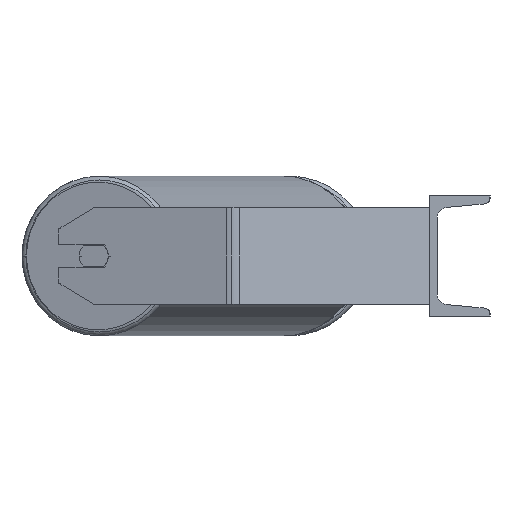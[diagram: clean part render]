
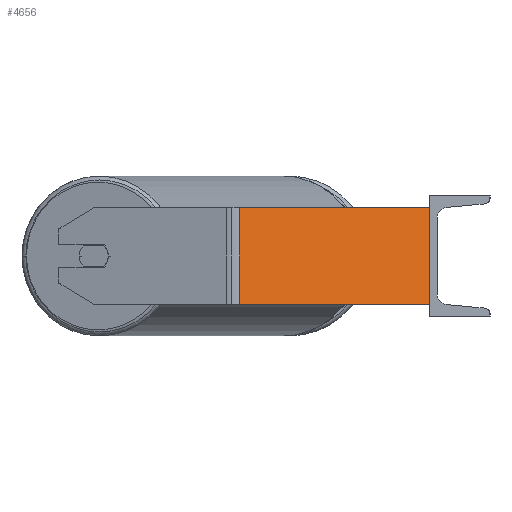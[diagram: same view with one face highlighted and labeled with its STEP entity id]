
A CAD part, left-side view. The second image highlights one B-rep face of the part: STEP entity #4656.
In plain terms, the highlighted planar face has unit normal (-0.906, -0.423, 0).
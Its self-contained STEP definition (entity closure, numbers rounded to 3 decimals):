
#205 = DIRECTION ( 'NONE',  ( -0.423, 0.906, 0. ) ) ;
#306 = VECTOR ( 'NONE', #677, 1000. ) ;
#388 = EDGE_CURVE ( 'NONE', #8885, #5302, #8877, .T. ) ;
#521 = CARTESIAN_POINT ( 'NONE',  ( -959., 158.694, 40. ) ) ;
#677 = DIRECTION ( 'NONE',  ( 0.423, -0.906, 0. ) ) ;
#933 = CARTESIAN_POINT ( 'NONE',  ( -961.461, 163.971, 40. ) ) ;
#1133 = DIRECTION ( 'NONE',  ( 0.423, -0.906, 0. ) ) ;
#1368 = EDGE_LOOP ( 'NONE', ( #6730, #5002, #2167, #2942 ) ) ;
#1560 = CARTESIAN_POINT ( 'NONE',  ( -959., 158.694, 40. ) ) ;
#2167 = ORIENTED_EDGE ( 'NONE', *, *, #8536, .F. ) ;
#2206 = CARTESIAN_POINT ( 'NONE',  ( -959., 158.694, -40. ) ) ;
#2350 = FACE_OUTER_BOUND ( 'NONE', #1368, .T. ) ;
#2420 = DIRECTION ( 'NONE',  ( 0., 0., -1. ) ) ;
#2942 = ORIENTED_EDGE ( 'NONE', *, *, #388, .T. ) ;
#2950 = EDGE_CURVE ( 'NONE', #7455, #8531, #8716, .T. ) ;
#3236 = LINE ( 'NONE', #8005, #8770 ) ;
#3634 = VECTOR ( 'NONE', #5965, 1000. ) ;
#3689 = CARTESIAN_POINT ( 'NONE',  ( -885., 0., 40. ) ) ;
#3914 = EDGE_CURVE ( 'NONE', #5302, #8531, #5613, .T. ) ;
#4391 = CARTESIAN_POINT ( 'NONE',  ( -885., 0., 40. ) ) ;
#4656 = ADVANCED_FACE ( 'NONE', ( #2350 ), #6584, .F. ) ;
#5002 = ORIENTED_EDGE ( 'NONE', *, *, #2950, .F. ) ;
#5302 = VERTEX_POINT ( 'NONE', #2206 ) ;
#5613 = LINE ( 'NONE', #6459, #306 ) ;
#5965 = DIRECTION ( 'NONE',  ( 0., 0., -1. ) ) ;
#6459 = CARTESIAN_POINT ( 'NONE',  ( -961.461, 163.971, -40. ) ) ;
#6584 = PLANE ( 'NONE',  #6844 ) ;
#6730 = ORIENTED_EDGE ( 'NONE', *, *, #3914, .T. ) ;
#6844 = AXIS2_PLACEMENT_3D ( 'NONE', #933, #8610, #205 ) ;
#7455 = VERTEX_POINT ( 'NONE', #3689 ) ;
#7665 = CARTESIAN_POINT ( 'NONE',  ( -885., 0., -40. ) ) ;
#7925 = VECTOR ( 'NONE', #2420, 1000. ) ;
#8005 = CARTESIAN_POINT ( 'NONE',  ( -961.461, 163.971, 40. ) ) ;
#8531 = VERTEX_POINT ( 'NONE', #7665 ) ;
#8536 = EDGE_CURVE ( 'NONE', #8885, #7455, #3236, .T. ) ;
#8610 = DIRECTION ( 'NONE',  ( 0.906, 0.423, 0. ) ) ;
#8716 = LINE ( 'NONE', #4391, #7925 ) ;
#8770 = VECTOR ( 'NONE', #1133, 1000. ) ;
#8877 = LINE ( 'NONE', #521, #3634 ) ;
#8885 = VERTEX_POINT ( 'NONE', #1560 ) ;
